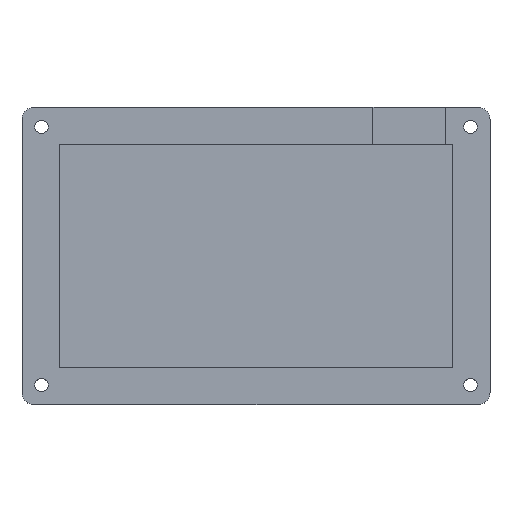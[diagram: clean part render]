
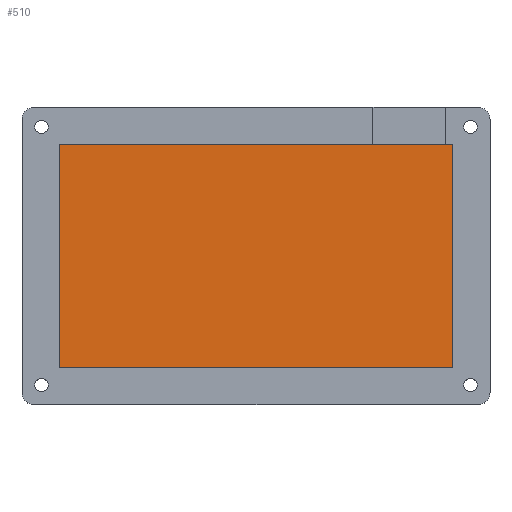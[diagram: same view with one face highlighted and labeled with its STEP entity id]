
A CAD part, top view. The second image highlights one B-rep face of the part: STEP entity #510.
In plain terms, the highlighted planar face has unit normal (0, 0, 1).
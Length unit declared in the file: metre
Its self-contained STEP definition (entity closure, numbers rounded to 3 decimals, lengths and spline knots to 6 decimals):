
#30=LINE('',#823,#70);
#32=LINE('',#827,#72);
#34=LINE('',#831,#74);
#36=LINE('',#835,#76);
#70=VECTOR('',#673,1.);
#72=VECTOR('',#677,1.);
#74=VECTOR('',#681,1.);
#76=VECTOR('',#685,1.);
#108=PLANE('',#577);
#214=ORIENTED_EDGE('',*,*,#276,.F.);
#215=ORIENTED_EDGE('',*,*,#282,.T.);
#216=ORIENTED_EDGE('',*,*,#280,.T.);
#217=ORIENTED_EDGE('',*,*,#278,.F.);
#276=EDGE_CURVE('',#337,#338,#30,.T.);
#278=EDGE_CURVE('',#338,#339,#32,.T.);
#280=EDGE_CURVE('',#340,#339,#34,.T.);
#282=EDGE_CURVE('',#337,#340,#36,.T.);
#337=VERTEX_POINT('',#822);
#338=VERTEX_POINT('',#824);
#339=VERTEX_POINT('',#828);
#340=VERTEX_POINT('',#832);
#418=EDGE_LOOP('',(#214,#215,#216,#217));
#468=FACE_BOUND('',#418,.T.);
#510=ADVANCED_FACE('',(#468),#108,.T.);
#577=AXIS2_PLACEMENT_3D('',#870,#721,#722);
#673=DIRECTION('',(1.,0.,0.));
#677=DIRECTION('',(0.,-1.,0.));
#681=DIRECTION('',(1.,0.,0.));
#685=DIRECTION('',(0.,-1.,0.));
#721=DIRECTION('',(0.,0.,1.));
#722=DIRECTION('',(1.,0.,0.));
#822=CARTESIAN_POINT('',(-0.033257,0.022019,0.003));
#823=CARTESIAN_POINT('',(0.066743,0.022019,0.003));
#824=CARTESIAN_POINT('',(0.067743,0.022019,0.003));
#827=CARTESIAN_POINT('',(0.067743,-0.006581,0.003));
#828=CARTESIAN_POINT('',(0.067743,-0.035181,0.003));
#831=CARTESIAN_POINT('',(0.017243,-0.035181,0.003));
#832=CARTESIAN_POINT('',(-0.033257,-0.035181,0.003));
#835=CARTESIAN_POINT('',(-0.033257,-0.006581,0.003));
#870=CARTESIAN_POINT('',(0.017243,-0.006581,0.003));
